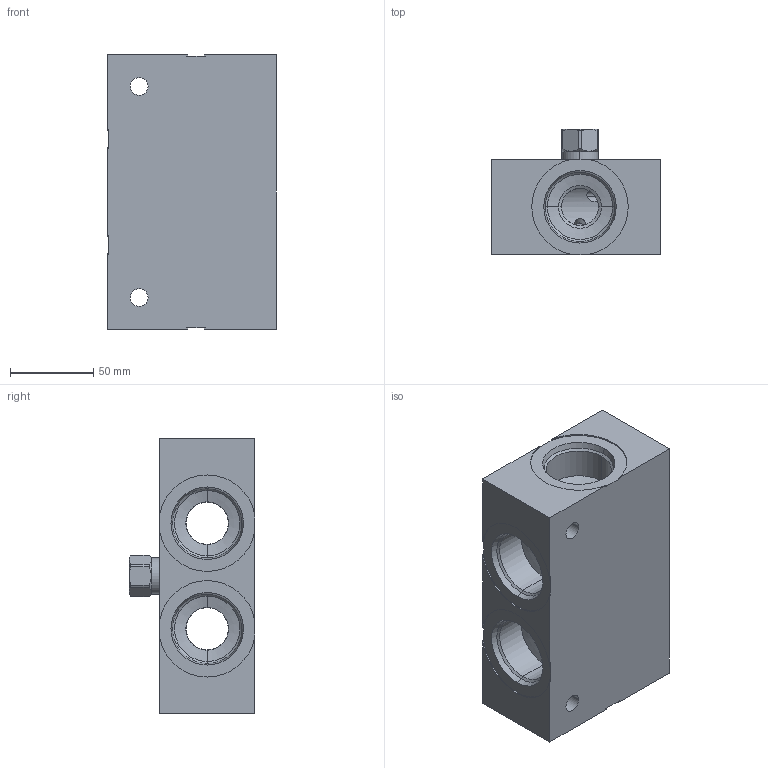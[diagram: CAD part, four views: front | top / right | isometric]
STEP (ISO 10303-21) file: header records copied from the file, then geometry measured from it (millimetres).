
FILE_DESCRIPTION((''),'2;1');
FILE_NAME('YKN_ASM','2019-12-02T',('ProEService'),(''),'PRO/ENGINEER BY PARAMETRIC TECHNOLOGY CORPORATION, 2014200','PRO/ENGINEER BY PARAMETRIC TECHNOLOGY CORPORATION, 2014200','');
FILE_SCHEMA(('CONFIG_CONTROL_DESIGN'));
Length unit declared in the file: inch
Products named in the file (3): 150-653-006; CSAAEXN; YKN_ASM
Assembly tree (2 placements, depth 2):
  YKN_ASM
    150-653-006
    CSAAEXN
Bounding box: 101.6 x 75.41 x 165.1 mm (x, y, z)
Volume: 665185.5 mm3; surface area: 103488.5 mm2
Topology: 3 solids, 5 shells, 325 faces, 1010 edges, 808 vertices
Faces by surface type: cylinder 142, cone 93, plane 50, torus 34, revolution 6
Entity records: 12965 total; most frequent: CARTESIAN_POINT 3972, DIRECTION 1956, ORIENTED_EDGE 1520, EDGE_CURVE 760, AXIS2_PLACEMENT_3D 714, VECTOR 522, LINE 522, VERTEX_POINT 459
